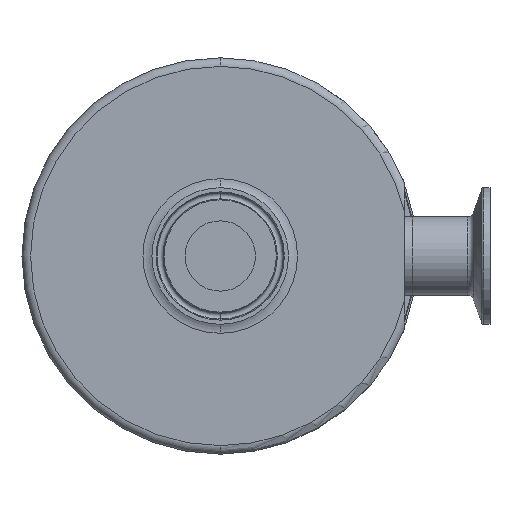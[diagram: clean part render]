
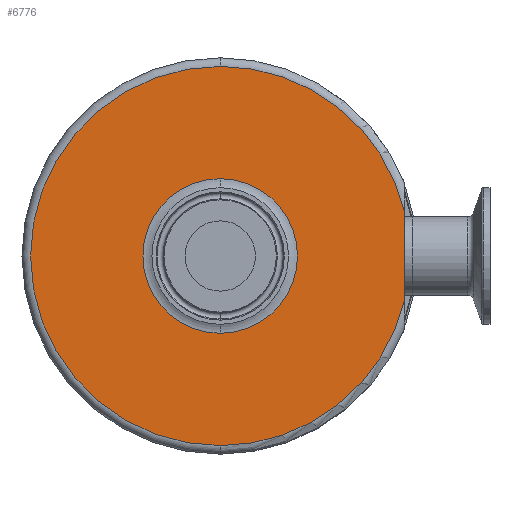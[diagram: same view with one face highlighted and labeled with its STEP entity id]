
A CAD part, front view. The second image highlights one B-rep face of the part: STEP entity #6776.
In plain terms, the highlighted planar face has unit normal (0, -1, 0).
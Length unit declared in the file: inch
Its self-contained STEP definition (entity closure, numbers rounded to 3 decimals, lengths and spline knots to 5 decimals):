
#54 = ORIENTED_EDGE ( 'NONE', *, *, #7221, .T. ) ;
#323 = CARTESIAN_POINT ( 'NONE',  ( 2.685, -1., -0.63904 ) ) ;
#398 = ORIENTED_EDGE ( 'NONE', *, *, #1398, .F. ) ;
#552 = DIRECTION ( 'NONE',  ( 0., 0., 1. ) ) ;
#857 = VECTOR ( 'NONE', #4287, 39.37008 ) ;
#924 = ORIENTED_EDGE ( 'NONE', *, *, #7784, .T. ) ;
#938 = CIRCLE ( 'NONE', #3833, 2.76 ) ;
#1150 = CARTESIAN_POINT ( 'NONE',  ( 0., -1., 1.125 ) ) ;
#1307 = FACE_OUTER_BOUND ( 'NONE', #8799, .T. ) ;
#1344 = DIRECTION ( 'NONE',  ( 0., 0., 1. ) ) ;
#1398 = EDGE_CURVE ( 'NONE', #7510, #5607, #1618, .T. ) ;
#1436 = CARTESIAN_POINT ( 'NONE',  ( 0., -1., 2.76 ) ) ;
#1573 = EDGE_CURVE ( 'NONE', #3723, #7510, #3038, .T. ) ;
#1612 = CARTESIAN_POINT ( 'NONE',  ( 0., -1., 0. ) ) ;
#1618 = CIRCLE ( 'NONE', #2919, 2.76 ) ;
#1662 = DIRECTION ( 'NONE',  ( 0., 1., 0. ) ) ;
#1671 = DIRECTION ( 'NONE',  ( 0., 0., 1. ) ) ;
#1685 = ORIENTED_EDGE ( 'NONE', *, *, #7053, .F. ) ;
#1941 = DIRECTION ( 'NONE',  ( 0., 1., 0. ) ) ;
#2202 = ORIENTED_EDGE ( 'NONE', *, *, #1573, .F. ) ;
#2267 = EDGE_LOOP ( 'NONE', ( #54, #924 ) ) ;
#2394 = CIRCLE ( 'NONE', #4726, 1.125 ) ;
#2872 = CARTESIAN_POINT ( 'NONE',  ( 2.685, -1., 0. ) ) ;
#2916 = CIRCLE ( 'NONE', #7551, 1.125 ) ;
#2919 = AXIS2_PLACEMENT_3D ( 'NONE', #1612, #4430, #1671 ) ;
#3038 = CIRCLE ( 'NONE', #4305, 2.76 ) ;
#3312 = EDGE_CURVE ( 'NONE', #5607, #7858, #938, .T. ) ;
#3723 = VERTEX_POINT ( 'NONE', #323 ) ;
#3833 = AXIS2_PLACEMENT_3D ( 'NONE', #7137, #1662, #7173 ) ;
#3985 = CARTESIAN_POINT ( 'NONE',  ( 0., -1., 0. ) ) ;
#4017 = CARTESIAN_POINT ( 'NONE',  ( 0., -1., 0. ) ) ;
#4178 = CARTESIAN_POINT ( 'NONE',  ( 0., -1., 0. ) ) ;
#4269 = DIRECTION ( 'NONE',  ( 0., 0., 1. ) ) ;
#4287 = DIRECTION ( 'NONE',  ( 0., 0., -1. ) ) ;
#4305 = AXIS2_PLACEMENT_3D ( 'NONE', #4017, #4706, #552 ) ;
#4430 = DIRECTION ( 'NONE',  ( 0., 1., 0. ) ) ;
#4706 = DIRECTION ( 'NONE',  ( 0., 1., 0. ) ) ;
#4726 = AXIS2_PLACEMENT_3D ( 'NONE', #3985, #1941, #1344 ) ;
#4998 = CARTESIAN_POINT ( 'NONE',  ( 0., -1., -1.125 ) ) ;
#5596 = LINE ( 'NONE', #2872, #857 ) ;
#5607 = VERTEX_POINT ( 'NONE', #1436 ) ;
#5775 = CARTESIAN_POINT ( 'NONE',  ( 2.685, -1., 0.63904 ) ) ;
#5855 = ORIENTED_EDGE ( 'NONE', *, *, #3312, .F. ) ;
#5920 = AXIS2_PLACEMENT_3D ( 'NONE', #6738, #6681, #8068 ) ;
#5924 = FACE_BOUND ( 'NONE', #2267, .T. ) ;
#6155 = VERTEX_POINT ( 'NONE', #4998 ) ;
#6681 = DIRECTION ( 'NONE',  ( 0., -1., 0. ) ) ;
#6738 = CARTESIAN_POINT ( 'NONE',  ( -2.76, -1., 0. ) ) ;
#6776 = ADVANCED_FACE ( 'NONE', ( #1307, #5924 ), #8835, .T. ) ;
#7053 = EDGE_CURVE ( 'NONE', #7858, #3723, #5596, .T. ) ;
#7137 = CARTESIAN_POINT ( 'NONE',  ( 0., -1., 0. ) ) ;
#7173 = DIRECTION ( 'NONE',  ( 0., 0., 1. ) ) ;
#7221 = EDGE_CURVE ( 'NONE', #8571, #6155, #2394, .T. ) ;
#7510 = VERTEX_POINT ( 'NONE', #7840 ) ;
#7551 = AXIS2_PLACEMENT_3D ( 'NONE', #4178, #8270, #4269 ) ;
#7784 = EDGE_CURVE ( 'NONE', #6155, #8571, #2916, .T. ) ;
#7840 = CARTESIAN_POINT ( 'NONE',  ( 0., -1., -2.76 ) ) ;
#7858 = VERTEX_POINT ( 'NONE', #5775 ) ;
#8068 = DIRECTION ( 'NONE',  ( 0., 0., -1. ) ) ;
#8270 = DIRECTION ( 'NONE',  ( 0., 1., 0. ) ) ;
#8571 = VERTEX_POINT ( 'NONE', #1150 ) ;
#8799 = EDGE_LOOP ( 'NONE', ( #1685, #5855, #398, #2202 ) ) ;
#8835 = PLANE ( 'NONE',  #5920 ) ;
